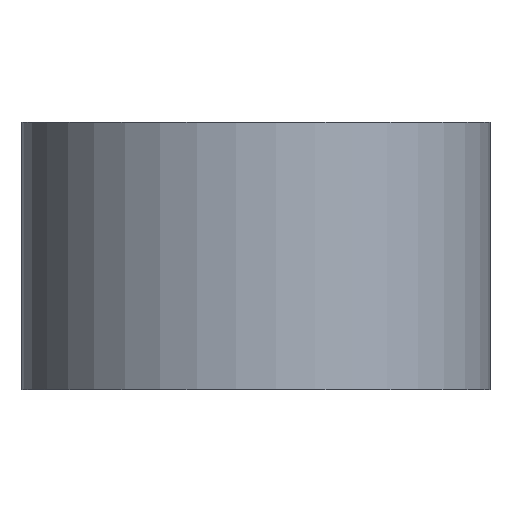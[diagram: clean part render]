
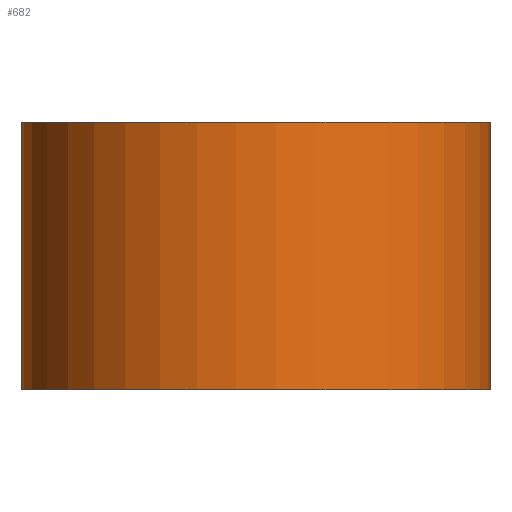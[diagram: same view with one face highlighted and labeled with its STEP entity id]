
A CAD part, left-side view. The second image highlights one B-rep face of the part: STEP entity #682.
In plain terms, the highlighted cylindrical face has radius 11.1 mm (diameter 22.2 mm), a partial arc.
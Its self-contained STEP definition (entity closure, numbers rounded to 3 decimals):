
#76 = ORIENTED_EDGE ( 'NONE', *, *, #1044, .F. ) ;
#122 = ORIENTED_EDGE ( 'NONE', *, *, #1457, .T. ) ;
#188 = CARTESIAN_POINT ( 'NONE',  ( 9.352, 5.98, 0.608 ) ) ;
#193 = DIRECTION ( 'NONE',  ( 0., 0., 1. ) ) ;
#201 = CARTESIAN_POINT ( 'NONE',  ( 9.15, 6.284, 1.539 ) ) ;
#231 = AXIS2_PLACEMENT_3D ( 'NONE', #1427, #193, #1702 ) ;
#274 = ORIENTED_EDGE ( 'NONE', *, *, #563, .T. ) ;
#311 = DIRECTION ( 'NONE',  ( 0., 0., 1. ) ) ;
#345 = CARTESIAN_POINT ( 'NONE',  ( 9.661, 5.465, -6.35 ) ) ;
#350 = CARTESIAN_POINT ( 'NONE',  ( 9.661, 5.465, 6.35 ) ) ;
#449 = CARTESIAN_POINT ( 'NONE',  ( 9.594, 5.583, 3.276 ) ) ;
#455 = CARTESIAN_POINT ( 'NONE',  ( 9.352, 5.979, 2.794 ) ) ;
#473 = DIRECTION ( 'NONE',  ( 0., 0., 1. ) ) ;
#525 = CARTESIAN_POINT ( 'NONE',  ( 9.661, -5.465, 6.35 ) ) ;
#536 = CARTESIAN_POINT ( 'NONE',  ( 0., 0., -6.35 ) ) ;
#563 = EDGE_CURVE ( 'NONE', #1658, #1202, #978, .T. ) ;
#578 = CIRCLE ( 'NONE', #231, 11.1 ) ;
#597 = CARTESIAN_POINT ( 'NONE',  ( 9.165, 6.263, 2.038 ) ) ;
#603 = CARTESIAN_POINT ( 'NONE',  ( 9.164, 6.264, 1.37 ) ) ;
#611 = CARTESIAN_POINT ( 'NONE',  ( 9.661, 5.465, 0.025 ) ) ;
#660 = CARTESIAN_POINT ( 'NONE',  ( 9.661, 5.465, 3.375 ) ) ;
#666 = DIRECTION ( 'NONE',  ( 1., 0., 0. ) ) ;
#682 = ADVANCED_FACE ( 'NONE', ( #1726 ), #1089, .T. ) ;
#709 = CARTESIAN_POINT ( 'NONE',  ( 9.258, 6.125, 2.51 ) ) ;
#725 = LINE ( 'NONE', #1408, #817 ) ;
#733 = CARTESIAN_POINT ( 'NONE',  ( 9.15, 6.283, 1.872 ) ) ;
#743 = CARTESIAN_POINT ( 'NONE',  ( 9.529, 5.693, 0.233 ) ) ;
#753 = CARTESIAN_POINT ( 'NONE',  ( 9.256, 6.127, 0.894 ) ) ;
#817 = VECTOR ( 'NONE', #311, 1000. ) ;
#827 = EDGE_CURVE ( 'NONE', #1667, #1761, #1086, .T. ) ;
#829 = AXIS2_PLACEMENT_3D ( 'NONE', #536, #1214, #666 ) ;
#885 = CARTESIAN_POINT ( 'NONE',  ( 9.408, 5.892, 0.476 ) ) ;
#967 = ORIENTED_EDGE ( 'NONE', *, *, #1555, .F. ) ;
#970 = CARTESIAN_POINT ( 'NONE',  ( 9.661, -5.465, -6.35 ) ) ;
#978 = B_SPLINE_CURVE_WITH_KNOTS ( 'NONE', 3,
 ( #1543, #449, #1251, #1128, #455, #709, #1300, #597, #733, #201, #603, #1141, #753, #188, #885, #743, #1424, #611 ),
 .UNSPECIFIED., .F., .F.,
 ( 4, 2, 2, 2, 2, 2, 2, 2, 4 ),
 ( 0., 0.001, 0.001, 0.002, 0.002, 0.003, 0.003, 0.004, 0.004 ),
 .UNSPECIFIED. ) ;
#1014 = CARTESIAN_POINT ( 'NONE',  ( 0., 0., -6.35 ) ) ;
#1026 = DIRECTION ( 'NONE',  ( 0., 0., 1. ) ) ;
#1044 = EDGE_CURVE ( 'NONE', #1667, #1202, #725, .T. ) ;
#1086 = CIRCLE ( 'NONE', #829, 11.1 ) ;
#1089 = CYLINDRICAL_SURFACE ( 'NONE', #1114, 11.1 ) ;
#1114 = AXIS2_PLACEMENT_3D ( 'NONE', #1014, #1549, #1686 ) ;
#1120 = ORIENTED_EDGE ( 'NONE', *, *, #827, .T. ) ;
#1128 = CARTESIAN_POINT ( 'NONE',  ( 9.409, 5.89, 2.927 ) ) ;
#1141 = CARTESIAN_POINT ( 'NONE',  ( 9.217, 6.186, 1.049 ) ) ;
#1168 = EDGE_CURVE ( 'NONE', #1575, #1295, #578, .T. ) ;
#1202 = VERTEX_POINT ( 'NONE', #1445 ) ;
#1214 = DIRECTION ( 'NONE',  ( 0., 0., 1. ) ) ;
#1251 = CARTESIAN_POINT ( 'NONE',  ( 9.53, 5.693, 3.167 ) ) ;
#1259 = VECTOR ( 'NONE', #1026, 1000. ) ;
#1295 = VERTEX_POINT ( 'NONE', #525 ) ;
#1300 = CARTESIAN_POINT ( 'NONE',  ( 9.219, 6.183, 2.36 ) ) ;
#1339 = CARTESIAN_POINT ( 'NONE',  ( 9.661, 5.465, -6.35 ) ) ;
#1368 = VECTOR ( 'NONE', #473, 1000. ) ;
#1408 = CARTESIAN_POINT ( 'NONE',  ( 9.661, 5.465, -6.35 ) ) ;
#1424 = CARTESIAN_POINT ( 'NONE',  ( 9.594, 5.584, 0.124 ) ) ;
#1427 = CARTESIAN_POINT ( 'NONE',  ( 0., 0., 6.35 ) ) ;
#1445 = CARTESIAN_POINT ( 'NONE',  ( 9.661, 5.465, 0.025 ) ) ;
#1457 = EDGE_CURVE ( 'NONE', #1761, #1295, #1718, .T. ) ;
#1489 = LINE ( 'NONE', #345, #1259 ) ;
#1543 = CARTESIAN_POINT ( 'NONE',  ( 9.661, 5.465, 3.375 ) ) ;
#1549 = DIRECTION ( 'NONE',  ( 0., 0., 1. ) ) ;
#1555 = EDGE_CURVE ( 'NONE', #1658, #1575, #1489, .T. ) ;
#1575 = VERTEX_POINT ( 'NONE', #350 ) ;
#1655 = CARTESIAN_POINT ( 'NONE',  ( 9.661, -5.465, -6.35 ) ) ;
#1658 = VERTEX_POINT ( 'NONE', #660 ) ;
#1667 = VERTEX_POINT ( 'NONE', #1339 ) ;
#1686 = DIRECTION ( 'NONE',  ( 1., 0., 0. ) ) ;
#1693 = ORIENTED_EDGE ( 'NONE', *, *, #1168, .F. ) ;
#1702 = DIRECTION ( 'NONE',  ( 1., 0., 0. ) ) ;
#1718 = LINE ( 'NONE', #1655, #1368 ) ;
#1726 = FACE_OUTER_BOUND ( 'NONE', #1772, .T. ) ;
#1761 = VERTEX_POINT ( 'NONE', #970 ) ;
#1772 = EDGE_LOOP ( 'NONE', ( #967, #274, #76, #1120, #122, #1693 ) ) ;
